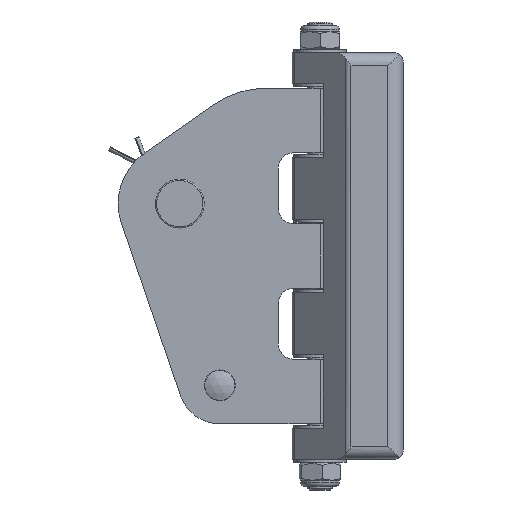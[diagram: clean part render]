
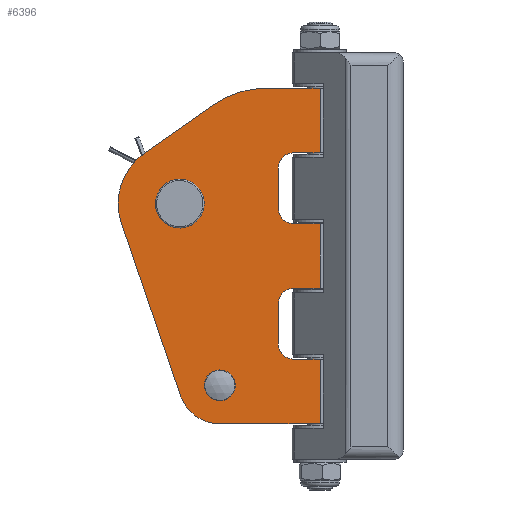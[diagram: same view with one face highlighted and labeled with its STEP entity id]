
A CAD part, left-side view. The second image highlights one B-rep face of the part: STEP entity #6396.
In plain terms, the highlighted planar face has unit normal (-1, 0, 0).
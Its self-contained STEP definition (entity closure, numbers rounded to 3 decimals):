
#262=FACE_BOUND('',#1435,.T.);
#263=FACE_BOUND('',#1436,.T.);
#512=CIRCLE('',#6983,30.);
#514=CIRCLE('',#6986,20.);
#516=CIRCLE('',#6989,13.5);
#519=CIRCLE('',#6994,5.);
#521=CIRCLE('',#6997,5.);
#536=CIRCLE('',#7021,5.);
#537=CIRCLE('',#7022,5.);
#538=CIRCLE('',#7023,4.8);
#539=CIRCLE('',#7024,7.525);
#1034=FACE_OUTER_BOUND('',#1434,.T.);
#1434=EDGE_LOOP('',(#5452,#5453,#5454,#5455,#5456,#5457,#5458,#5459,#5460,
#5461,#5462,#5463,#5464,#5465,#5466,#5467,#5468,#5469,#5470,#5471));
#1435=EDGE_LOOP('',(#5472));
#1436=EDGE_LOOP('',(#5473));
#1897=LINE('',#10849,#2367);
#1910=LINE('',#10905,#2380);
#1917=LINE('',#10958,#2387);
#1927=LINE('',#10994,#2397);
#1931=LINE('',#11005,#2401);
#1949=LINE('',#11073,#2419);
#1950=LINE('',#11075,#2420);
#1951=LINE('',#11076,#2421);
#1952=LINE('',#11077,#2422);
#1953=LINE('',#11079,#2423);
#1954=LINE('',#11080,#2424);
#1955=LINE('',#11084,#2425);
#1956=LINE('',#11087,#2426);
#2367=VECTOR('',#8439,10.);
#2380=VECTOR('',#8492,10.);
#2387=VECTOR('',#8515,10.);
#2397=VECTOR('',#8545,10.);
#2401=VECTOR('',#8555,10.);
#2419=VECTOR('',#8589,10.);
#2420=VECTOR('',#8592,10.);
#2421=VECTOR('',#8593,10.);
#2422=VECTOR('',#8594,10.);
#2423=VECTOR('',#8595,10.);
#2424=VECTOR('',#8596,10.);
#2425=VECTOR('',#8599,10.);
#2426=VECTOR('',#8602,10.);
#2916=VERTEX_POINT('',#10846);
#2917=VERTEX_POINT('',#10848);
#2931=VERTEX_POINT('',#10882);
#2934=VERTEX_POINT('',#10889);
#2935=VERTEX_POINT('',#10891);
#2938=VERTEX_POINT('',#10898);
#2939=VERTEX_POINT('',#10900);
#2940=VERTEX_POINT('',#10904);
#2946=VERTEX_POINT('',#10940);
#2947=VERTEX_POINT('',#10942);
#2950=VERTEX_POINT('',#10949);
#2951=VERTEX_POINT('',#10951);
#2953=VERTEX_POINT('',#10957);
#2968=VERTEX_POINT('',#10991);
#2969=VERTEX_POINT('',#10993);
#2972=VERTEX_POINT('',#11001);
#2991=VERTEX_POINT('',#11078);
#2992=VERTEX_POINT('',#11081);
#2993=VERTEX_POINT('',#11083);
#2994=VERTEX_POINT('',#11085);
#2995=VERTEX_POINT('',#11088);
#2996=VERTEX_POINT('',#11090);
#3751=EDGE_CURVE('',#2917,#2916,#1897,.T.);
#3768=EDGE_CURVE('',#2916,#2931,#512,.T.);
#3771=EDGE_CURVE('',#2935,#2934,#514,.T.);
#3775=EDGE_CURVE('',#2939,#2938,#516,.T.);
#3777=EDGE_CURVE('',#2940,#2917,#1910,.T.);
#3784=EDGE_CURVE('',#2947,#2946,#519,.T.);
#3788=EDGE_CURVE('',#2951,#2950,#521,.T.);
#3791=EDGE_CURVE('',#2953,#2947,#1917,.T.);
#3808=EDGE_CURVE('',#2969,#2968,#1927,.T.);
#3814=EDGE_CURVE('',#2972,#2953,#1931,.T.);
#3839=EDGE_CURVE('',#2946,#2951,#1949,.T.);
#3840=EDGE_CURVE('',#2931,#2935,#1950,.T.);
#3841=EDGE_CURVE('',#2934,#2939,#1951,.T.);
#3842=EDGE_CURVE('',#2972,#2938,#1952,.T.);
#3843=EDGE_CURVE('',#2991,#2950,#1953,.T.);
#3844=EDGE_CURVE('',#2991,#2969,#1954,.T.);
#3845=EDGE_CURVE('',#2968,#2992,#536,.T.);
#3846=EDGE_CURVE('',#2992,#2993,#1955,.T.);
#3847=EDGE_CURVE('',#2993,#2994,#537,.T.);
#3848=EDGE_CURVE('',#2940,#2994,#1956,.T.);
#3849=EDGE_CURVE('',#2995,#2995,#538,.T.);
#3850=EDGE_CURVE('',#2996,#2996,#539,.T.);
#5452=ORIENTED_EDGE('',*,*,#3751,.T.);
#5453=ORIENTED_EDGE('',*,*,#3768,.T.);
#5454=ORIENTED_EDGE('',*,*,#3840,.T.);
#5455=ORIENTED_EDGE('',*,*,#3771,.T.);
#5456=ORIENTED_EDGE('',*,*,#3841,.T.);
#5457=ORIENTED_EDGE('',*,*,#3775,.T.);
#5458=ORIENTED_EDGE('',*,*,#3842,.F.);
#5459=ORIENTED_EDGE('',*,*,#3814,.T.);
#5460=ORIENTED_EDGE('',*,*,#3791,.T.);
#5461=ORIENTED_EDGE('',*,*,#3784,.T.);
#5462=ORIENTED_EDGE('',*,*,#3839,.T.);
#5463=ORIENTED_EDGE('',*,*,#3788,.T.);
#5464=ORIENTED_EDGE('',*,*,#3843,.F.);
#5465=ORIENTED_EDGE('',*,*,#3844,.T.);
#5466=ORIENTED_EDGE('',*,*,#3808,.T.);
#5467=ORIENTED_EDGE('',*,*,#3845,.T.);
#5468=ORIENTED_EDGE('',*,*,#3846,.T.);
#5469=ORIENTED_EDGE('',*,*,#3847,.T.);
#5470=ORIENTED_EDGE('',*,*,#3848,.F.);
#5471=ORIENTED_EDGE('',*,*,#3777,.T.);
#5472=ORIENTED_EDGE('',*,*,#3849,.F.);
#5473=ORIENTED_EDGE('',*,*,#3850,.F.);
#6116=PLANE('',#7020);
#6396=ADVANCED_FACE('',(#1034,#262,#263),#6116,.T.);
#6983=AXIS2_PLACEMENT_3D('',#10884,#8472,#8473);
#6986=AXIS2_PLACEMENT_3D('',#10892,#8479,#8480);
#6989=AXIS2_PLACEMENT_3D('',#10901,#8487,#8488);
#6994=AXIS2_PLACEMENT_3D('',#10943,#8501,#8502);
#6997=AXIS2_PLACEMENT_3D('',#10952,#8509,#8510);
#7020=AXIS2_PLACEMENT_3D('',#11074,#8590,#8591);
#7021=AXIS2_PLACEMENT_3D('',#11082,#8597,#8598);
#7022=AXIS2_PLACEMENT_3D('',#11086,#8600,#8601);
#7023=AXIS2_PLACEMENT_3D('',#11089,#8603,#8604);
#7024=AXIS2_PLACEMENT_3D('',#11091,#8605,#8606);
#8439=DIRECTION('',(0.,1.,0.));
#8472=DIRECTION('center_axis',(-1.,0.,0.));
#8473=DIRECTION('ref_axis',(0.,-0.574,-0.819));
#8479=DIRECTION('center_axis',(-1.,0.,0.));
#8480=DIRECTION('ref_axis',(0.,-0.946,0.324));
#8487=DIRECTION('center_axis',(-1.,0.,0.));
#8488=DIRECTION('ref_axis',(0.,0.,1.));
#8492=DIRECTION('',(0.,0.,1.));
#8501=DIRECTION('center_axis',(1.,0.,0.));
#8502=DIRECTION('ref_axis',(0.,0.,-1.));
#8509=DIRECTION('center_axis',(1.,0.,0.));
#8510=DIRECTION('ref_axis',(0.,1.,0.));
#8515=DIRECTION('',(0.,1.,0.));
#8545=DIRECTION('',(0.,1.,0.));
#8555=DIRECTION('',(0.,0.,1.));
#8589=DIRECTION('',(0.,0.,1.));
#8590=DIRECTION('center_axis',(-1.,0.,0.));
#8591=DIRECTION('ref_axis',(0.,1.,0.));
#8592=DIRECTION('',(0.,0.819,-0.574));
#8593=DIRECTION('',(0.,-0.324,-0.946));
#8594=DIRECTION('',(0.,1.,0.));
#8595=DIRECTION('',(0.,1.,0.));
#8596=DIRECTION('',(0.,0.,1.));
#8597=DIRECTION('center_axis',(1.,0.,0.));
#8598=DIRECTION('ref_axis',(0.,0.,-1.));
#8599=DIRECTION('',(0.,0.,1.));
#8600=DIRECTION('center_axis',(1.,0.,0.));
#8601=DIRECTION('ref_axis',(0.,1.,0.));
#8602=DIRECTION('',(0.,1.,0.));
#8603=DIRECTION('center_axis',(-1.,0.,0.));
#8604=DIRECTION('ref_axis',(0.,0.,1.));
#8605=DIRECTION('center_axis',(-1.,0.,0.));
#8606=DIRECTION('ref_axis',(0.,0.746,-0.666));
#10846=CARTESIAN_POINT('',(-9.,45.975,54.5));
#10848=CARTESIAN_POINT('',(-9.,28.55,54.5));
#10849=CARTESIAN_POINT('',(-9.,5.7,54.5));
#10882=CARTESIAN_POINT('',(-9.,63.18,49.076));
#10884=CARTESIAN_POINT('Origin',(-9.,45.975,24.5));
#10889=CARTESIAN_POINT('',(-9.,93.046,10.518));
#10891=CARTESIAN_POINT('',(-9.,85.595,33.384));
#10892=CARTESIAN_POINT('Origin',(-9.,74.125,17.));
#10898=CARTESIAN_POINT('',(-9.,61.125,-54.5));
#10900=CARTESIAN_POINT('',(-9.,73.896,-45.375));
#10901=CARTESIAN_POINT('Origin',(-9.,61.125,-41.));
#10904=CARTESIAN_POINT('',(-9.,28.55,33.5));
#10905=CARTESIAN_POINT('',(-9.,28.55,-0.515));
#10940=CARTESIAN_POINT('',(-9.,42.125,-28.5));
#10942=CARTESIAN_POINT('',(-9.,37.125,-33.5));
#10943=CARTESIAN_POINT('Origin',(-9.,37.125,-28.5));
#10949=CARTESIAN_POINT('',(-9.,37.125,-10.5));
#10951=CARTESIAN_POINT('',(-9.,42.125,-15.5));
#10952=CARTESIAN_POINT('Origin',(-9.,37.125,-15.5));
#10957=CARTESIAN_POINT('',(-9.,28.55,-33.5));
#10958=CARTESIAN_POINT('',(-9.,28.125,-33.5));
#10991=CARTESIAN_POINT('',(-9.,37.125,10.5));
#10993=CARTESIAN_POINT('',(-9.,28.55,10.5));
#10994=CARTESIAN_POINT('',(-9.,28.125,10.5));
#11001=CARTESIAN_POINT('',(-9.,28.55,-54.5));
#11005=CARTESIAN_POINT('',(-9.,28.55,-0.515));
#11073=CARTESIAN_POINT('',(-9.,42.125,-8.265));
#11074=CARTESIAN_POINT('Origin',(-9.,19.125,-1.031));
#11075=CARTESIAN_POINT('',(-9.,60.168,51.185));
#11076=CARTESIAN_POINT('',(-9.,87.393,-5.982));
#11077=CARTESIAN_POINT('',(-9.,-1.875,-54.5));
#11078=CARTESIAN_POINT('',(-9.,28.55,-10.5));
#11079=CARTESIAN_POINT('',(-9.,28.125,-10.5));
#11080=CARTESIAN_POINT('',(-9.,28.55,-0.515));
#11081=CARTESIAN_POINT('',(-9.,42.125,15.5));
#11082=CARTESIAN_POINT('Origin',(-9.,37.125,15.5));
#11083=CARTESIAN_POINT('',(-9.,42.125,28.5));
#11084=CARTESIAN_POINT('',(-9.,42.125,13.735));
#11085=CARTESIAN_POINT('',(-9.,37.125,33.5));
#11086=CARTESIAN_POINT('Origin',(-9.,37.125,28.5));
#11087=CARTESIAN_POINT('',(-9.,28.125,33.5));
#11088=CARTESIAN_POINT('',(-9.,60.989,-46.798));
#11089=CARTESIAN_POINT('Origin',(-9.,61.125,-42.));
#11090=CARTESIAN_POINT('',(-9.,79.74,11.99));
#11091=CARTESIAN_POINT('Origin',(-9.,74.125,17.));
